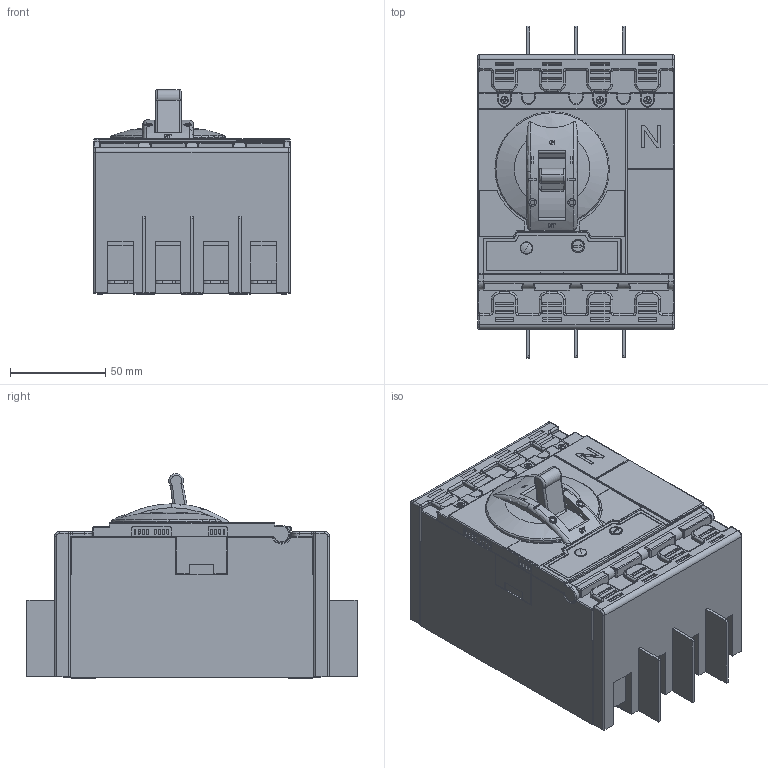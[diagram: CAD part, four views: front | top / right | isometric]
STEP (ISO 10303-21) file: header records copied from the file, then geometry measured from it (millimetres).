
FILE_DESCRIPTION (( 'STEP AP203' ), '1' );
FILE_NAME ('Ñáîðêà17.STEP', '2023-11-14T09:33:23', ( '' ), ( '' ), 'SwSTEP 2.0', 'SolidWorks 2022', '' );
FILE_SCHEMA (( 'CONFIG_CONTROL_DESIGN' ));
Products named in the file (2): Сборка17; AR-MCCB-4S-035-0050A-ATUC ARMAT Авт. выкл. лит. корпус 4P S 35кА 50А ТМ рег. IEK
Assembly tree (1 placements, depth 2):
  Сборка17
    AR-MCCB-4S-035-0050A-ATUC ARMAT Авт. выкл. лит. корпус 4P S 35кА 50А ТМ рег. IEK
Bounding box: 103 x 174 x 107.39 mm (x, y, z)
Volume: 1047316.7 mm3; surface area: 173517.7 mm2
Topology: 1 solids, 52 shells, 3462 faces, 9277 edges, 6006 vertices
Faces by surface type: plane 2095, cylinder 1056, torus 135, sphere 64, bspline 59, cone 53
Entity records: 112492 total; most frequent: CARTESIAN_POINT 24941, ORIENTED_EDGE 18452, DIRECTION 18108, EDGE_CURVE 9226, VECTOR 6212, LINE 6212, VERTEX_POINT 6005, AXIS2_PLACEMENT_3D 5948
